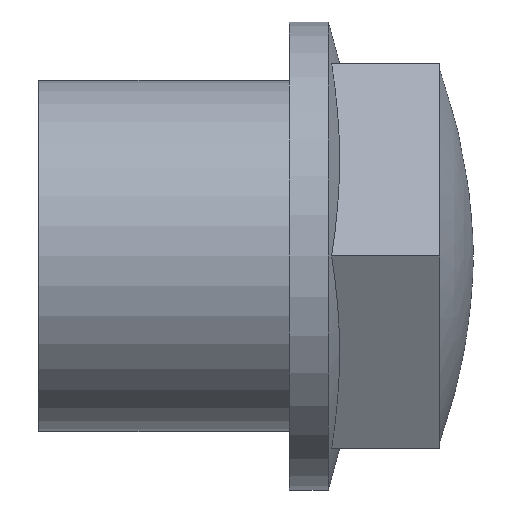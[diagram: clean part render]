
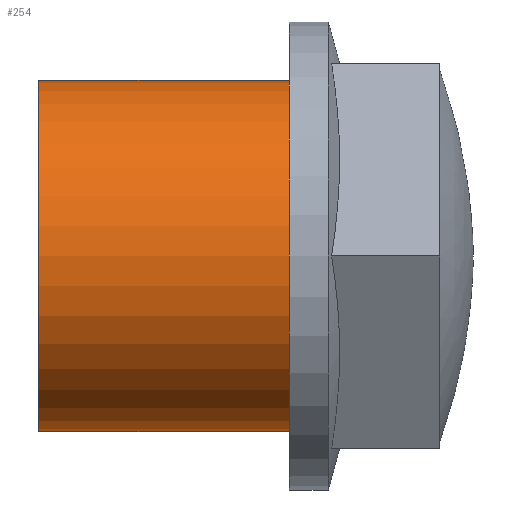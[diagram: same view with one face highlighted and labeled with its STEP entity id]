
A CAD part, front view. The second image highlights one B-rep face of the part: STEP entity #254.
In plain terms, the highlighted cylindrical face has radius 10.5 mm (diameter 21 mm), a full revolution.
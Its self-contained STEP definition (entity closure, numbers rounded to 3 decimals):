
#62=FACE_BOUND($,#87,.T.);
#70=FACE_OUTER_BOUND($,#86,.T.);
#86=EDGE_LOOP($,(#181));
#87=EDGE_LOOP($,(#182));
#110=CIRCLE($,#274,10.5);
#111=CIRCLE($,#275,10.5);
#119=VERTEX_POINT($,#361);
#120=VERTEX_POINT($,#363);
#147=EDGE_CURVE($,#119,#119,#110,.T.);
#148=EDGE_CURVE($,#120,#120,#111,.T.);
#181=ORIENTED_EDGE($,*,*,#147,.T.);
#182=ORIENTED_EDGE($,*,*,#148,.F.);
#249=CYLINDRICAL_SURFACE($,#273,10.5);
#254=ADVANCED_FACE($,(#70,#62),#249,.T.);
#273=AXIS2_PLACEMENT_3D($,#360,#299,#300);
#274=AXIS2_PLACEMENT_3D($,#362,#301,#302);
#275=AXIS2_PLACEMENT_3D($,#364,#303,#304);
#299=DIRECTION('center_axis',(-1.,0.,0.));
#300=DIRECTION('ref_axis',(0.,1.,0.));
#301=DIRECTION('center_axis',(-1.,0.,0.));
#302=DIRECTION('ref_axis',(0.,1.,0.));
#303=DIRECTION('center_axis',(-1.,0.,0.));
#304=DIRECTION('ref_axis',(0.,1.,0.));
#360=CARTESIAN_POINT('Origin',(0.5,0.,0.));
#361=CARTESIAN_POINT('',(15.,-10.5,0.));
#362=CARTESIAN_POINT('Origin',(15.,0.,0.));
#363=CARTESIAN_POINT('',(0.,-10.5,0.));
#364=CARTESIAN_POINT('Origin',(0.,0.,0.));
